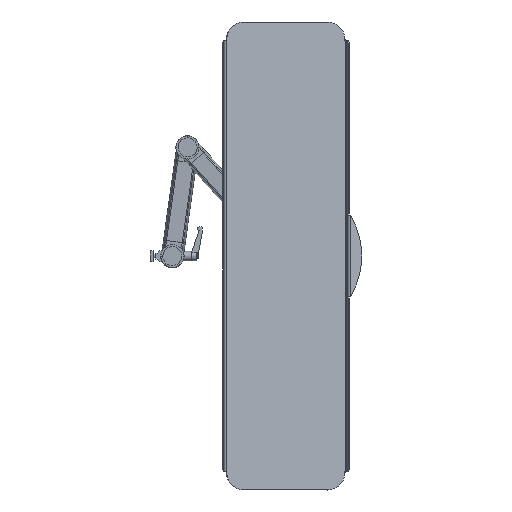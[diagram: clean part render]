
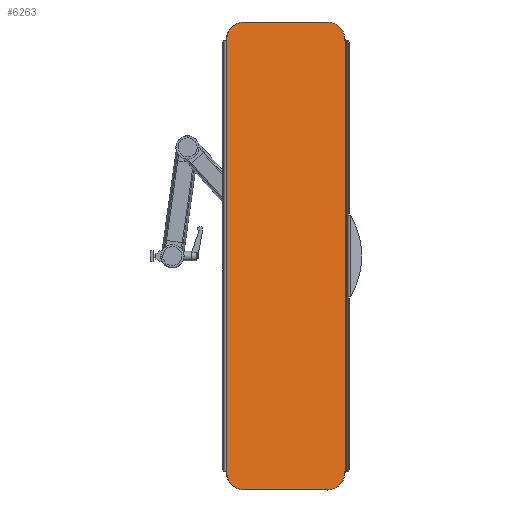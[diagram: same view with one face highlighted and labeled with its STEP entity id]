
A CAD part, top view. The second image highlights one B-rep face of the part: STEP entity #6263.
In plain terms, the highlighted face is planar.
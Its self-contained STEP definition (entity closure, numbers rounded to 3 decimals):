
#26 = CARTESIAN_POINT ( 'NONE',  ( 0., -84., 1.5 ) ) ;
#130 = VERTEX_POINT ( 'NONE', #531 ) ;
#222 = DIRECTION ( 'NONE',  ( 1., 0., 0. ) ) ;
#435 = CARTESIAN_POINT ( 'NONE',  ( 295., -84., 1.5 ) ) ;
#473 = ORIENTED_EDGE ( 'NONE', *, *, #7187, .T. ) ;
#510 = CIRCLE ( 'NONE', #4166, 25. ) ;
#531 = CARTESIAN_POINT ( 'NONE',  ( 296.5, -83.955, 1.5 ) ) ;
#645 = CARTESIAN_POINT ( 'NONE',  ( 295., -85.5, 1.5 ) ) ;
#755 = VERTEX_POINT ( 'NONE', #1176 ) ;
#771 = CARTESIAN_POINT ( 'NONE',  ( 320., -59., 1.5 ) ) ;
#893 = VERTEX_POINT ( 'NONE', #2761 ) ;
#898 = EDGE_CURVE ( 'NONE', #7683, #3163, #2966, .T. ) ;
#1130 = ORIENTED_EDGE ( 'NONE', *, *, #4886, .T. ) ;
#1144 = DIRECTION ( 'NONE',  ( 0., 0., 1. ) ) ;
#1176 = CARTESIAN_POINT ( 'NONE',  ( -320., -59., 1.5 ) ) ;
#1201 = LINE ( 'NONE', #26, #2432 ) ;
#1229 = ORIENTED_EDGE ( 'NONE', *, *, #5508, .T. ) ;
#1306 = CARTESIAN_POINT ( 'NONE',  ( -295., 59., 1.5 ) ) ;
#1435 = ORIENTED_EDGE ( 'NONE', *, *, #5180, .T. ) ;
#1459 = VECTOR ( 'NONE', #3923, 1000. ) ;
#1538 = LINE ( 'NONE', #645, #3522 ) ;
#1642 = LINE ( 'NONE', #2256, #1746 ) ;
#1654 = ORIENTED_EDGE ( 'NONE', *, *, #7076, .T. ) ;
#1705 = CARTESIAN_POINT ( 'NONE',  ( 295., 59., 1.5 ) ) ;
#1746 = VECTOR ( 'NONE', #6077, 1000. ) ;
#1782 = EDGE_LOOP ( 'NONE', ( #6150, #473, #6334, #1435, #4793, #3850, #2308, #1654, #4474, #1229, #3711, #1130, #6899, #2000 ) ) ;
#1903 = AXIS2_PLACEMENT_3D ( 'NONE', #5631, #3167, #222 ) ;
#1957 = VERTEX_POINT ( 'NONE', #2869 ) ;
#2000 = ORIENTED_EDGE ( 'NONE', *, *, #7011, .T. ) ;
#2124 = CARTESIAN_POINT ( 'NONE',  ( -295., -84., 1.5 ) ) ;
#2127 = CARTESIAN_POINT ( 'NONE',  ( 320., 0., 1.5 ) ) ;
#2227 = PLANE ( 'NONE',  #3120 ) ;
#2246 = CARTESIAN_POINT ( 'NONE',  ( 0., -83.25, 1.5 ) ) ;
#2256 = CARTESIAN_POINT ( 'NONE',  ( -296.5, -83.25, 1.5 ) ) ;
#2308 = ORIENTED_EDGE ( 'NONE', *, *, #4672, .T. ) ;
#2432 = VECTOR ( 'NONE', #7254, 1000. ) ;
#2486 = CARTESIAN_POINT ( 'NONE',  ( -296.5, -83.25, 1.5 ) ) ;
#2670 = VECTOR ( 'NONE', #4822, 1000. ) ;
#2761 = CARTESIAN_POINT ( 'NONE',  ( 320., 59., 1.5 ) ) ;
#2793 = LINE ( 'NONE', #2246, #4750 ) ;
#2829 = CARTESIAN_POINT ( 'NONE',  ( -295., -83.25, 1.5 ) ) ;
#2869 = CARTESIAN_POINT ( 'NONE',  ( 295., -83.25, 1.5 ) ) ;
#2877 = DIRECTION ( 'NONE',  ( 1., 0., 0. ) ) ;
#2915 = VERTEX_POINT ( 'NONE', #2486 ) ;
#2966 = LINE ( 'NONE', #7554, #1459 ) ;
#3120 = AXIS2_PLACEMENT_3D ( 'NONE', #3491, #4073, #7231 ) ;
#3163 = VERTEX_POINT ( 'NONE', #7665 ) ;
#3167 = DIRECTION ( 'NONE',  ( 0., 0., 1. ) ) ;
#3174 = VERTEX_POINT ( 'NONE', #435 ) ;
#3269 = VERTEX_POINT ( 'NONE', #4173 ) ;
#3310 = DIRECTION ( 'NONE',  ( 0., 1., 0. ) ) ;
#3491 = CARTESIAN_POINT ( 'NONE',  ( 0., 0., 1.5 ) ) ;
#3522 = VECTOR ( 'NONE', #5514, 1000. ) ;
#3633 = LINE ( 'NONE', #5449, #2670 ) ;
#3636 = CARTESIAN_POINT ( 'NONE',  ( -296.5, -83.955, 1.5 ) ) ;
#3664 = VECTOR ( 'NONE', #7776, 1000. ) ;
#3711 = ORIENTED_EDGE ( 'NONE', *, *, #4974, .T. ) ;
#3718 = VECTOR ( 'NONE', #7497, 1000. ) ;
#3730 = EDGE_CURVE ( 'NONE', #130, #4266, #4528, .T. ) ;
#3740 = DIRECTION ( 'NONE',  ( 1., 0., 0. ) ) ;
#3811 = CARTESIAN_POINT ( 'NONE',  ( -320., 0., 1.5 ) ) ;
#3814 = FACE_OUTER_BOUND ( 'NONE', #1782, .T. ) ;
#3850 = ORIENTED_EDGE ( 'NONE', *, *, #3730, .T. ) ;
#3923 = DIRECTION ( 'NONE',  ( -1., 0., 0. ) ) ;
#3946 = LINE ( 'NONE', #7590, #6977 ) ;
#4073 = DIRECTION ( 'NONE',  ( 0., 0., 1. ) ) ;
#4166 = AXIS2_PLACEMENT_3D ( 'NONE', #1306, #1144, #6170 ) ;
#4173 = CARTESIAN_POINT ( 'NONE',  ( -320., 59., 1.5 ) ) ;
#4266 = VERTEX_POINT ( 'NONE', #771 ) ;
#4474 = ORIENTED_EDGE ( 'NONE', *, *, #898, .T. ) ;
#4528 = CIRCLE ( 'NONE', #5661, 25. ) ;
#4542 = CIRCLE ( 'NONE', #5376, 25. ) ;
#4672 = EDGE_CURVE ( 'NONE', #4266, #893, #4903, .T. ) ;
#4750 = VECTOR ( 'NONE', #5361, 1000. ) ;
#4793 = ORIENTED_EDGE ( 'NONE', *, *, #7399, .T. ) ;
#4822 = DIRECTION ( 'NONE',  ( 1., 0., 0. ) ) ;
#4886 = EDGE_CURVE ( 'NONE', #755, #5258, #6749, .T. ) ;
#4903 = LINE ( 'NONE', #2127, #5995 ) ;
#4957 = DIRECTION ( 'NONE',  ( 0., 0., 1. ) ) ;
#4974 = EDGE_CURVE ( 'NONE', #3269, #755, #5369, .T. ) ;
#5180 = EDGE_CURVE ( 'NONE', #1957, #7515, #3633, .T. ) ;
#5258 = VERTEX_POINT ( 'NONE', #3636 ) ;
#5361 = DIRECTION ( 'NONE',  ( 1., 0., 0. ) ) ;
#5369 = LINE ( 'NONE', #3811, #3718 ) ;
#5376 = AXIS2_PLACEMENT_3D ( 'NONE', #1705, #5863, #2877 ) ;
#5449 = CARTESIAN_POINT ( 'NONE',  ( 0., -83.25, 1.5 ) ) ;
#5508 = EDGE_CURVE ( 'NONE', #3163, #3269, #510, .T. ) ;
#5514 = DIRECTION ( 'NONE',  ( 0., -1., 0. ) ) ;
#5631 = CARTESIAN_POINT ( 'NONE',  ( -295., -59., 1.5 ) ) ;
#5661 = AXIS2_PLACEMENT_3D ( 'NONE', #6124, #4957, #3740 ) ;
#5857 = EDGE_CURVE ( 'NONE', #5258, #2915, #1642, .T. ) ;
#5863 = DIRECTION ( 'NONE',  ( 0., 0., 1. ) ) ;
#5911 = EDGE_CURVE ( 'NONE', #1957, #3174, #1538, .T. ) ;
#5995 = VECTOR ( 'NONE', #3310, 1000. ) ;
#6077 = DIRECTION ( 'NONE',  ( 0., 1., 0. ) ) ;
#6124 = CARTESIAN_POINT ( 'NONE',  ( 295., -59., 1.5 ) ) ;
#6150 = ORIENTED_EDGE ( 'NONE', *, *, #6863, .F. ) ;
#6170 = DIRECTION ( 'NONE',  ( 1., 0., 0. ) ) ;
#6263 = ADVANCED_FACE ( 'NONE', ( #3814 ), #2227, .T. ) ;
#6334 = ORIENTED_EDGE ( 'NONE', *, *, #5911, .F. ) ;
#6392 = CARTESIAN_POINT ( 'NONE',  ( 295., 84., 1.5 ) ) ;
#6689 = LINE ( 'NONE', #7125, #3664 ) ;
#6749 = CIRCLE ( 'NONE', #1903, 25. ) ;
#6863 = EDGE_CURVE ( 'NONE', #7761, #7307, #6689, .T. ) ;
#6899 = ORIENTED_EDGE ( 'NONE', *, *, #5857, .T. ) ;
#6977 = VECTOR ( 'NONE', #7214, 1000. ) ;
#7011 = EDGE_CURVE ( 'NONE', #2915, #7307, #2793, .T. ) ;
#7076 = EDGE_CURVE ( 'NONE', #893, #7683, #4542, .T. ) ;
#7125 = CARTESIAN_POINT ( 'NONE',  ( -295., -85.5, 1.5 ) ) ;
#7187 = EDGE_CURVE ( 'NONE', #7761, #3174, #1201, .T. ) ;
#7214 = DIRECTION ( 'NONE',  ( 0., -1., 0. ) ) ;
#7231 = DIRECTION ( 'NONE',  ( 1., 0., 0. ) ) ;
#7254 = DIRECTION ( 'NONE',  ( 1., 0., 0. ) ) ;
#7272 = CARTESIAN_POINT ( 'NONE',  ( 296.5, -83.25, 1.5 ) ) ;
#7307 = VERTEX_POINT ( 'NONE', #2829 ) ;
#7399 = EDGE_CURVE ( 'NONE', #7515, #130, #3946, .T. ) ;
#7497 = DIRECTION ( 'NONE',  ( 0., -1., 0. ) ) ;
#7515 = VERTEX_POINT ( 'NONE', #7272 ) ;
#7554 = CARTESIAN_POINT ( 'NONE',  ( 0., 84., 1.5 ) ) ;
#7590 = CARTESIAN_POINT ( 'NONE',  ( 296.5, -83.955, 1.5 ) ) ;
#7665 = CARTESIAN_POINT ( 'NONE',  ( -295., 84., 1.5 ) ) ;
#7683 = VERTEX_POINT ( 'NONE', #6392 ) ;
#7761 = VERTEX_POINT ( 'NONE', #2124 ) ;
#7776 = DIRECTION ( 'NONE',  ( 0., 1., 0. ) ) ;
